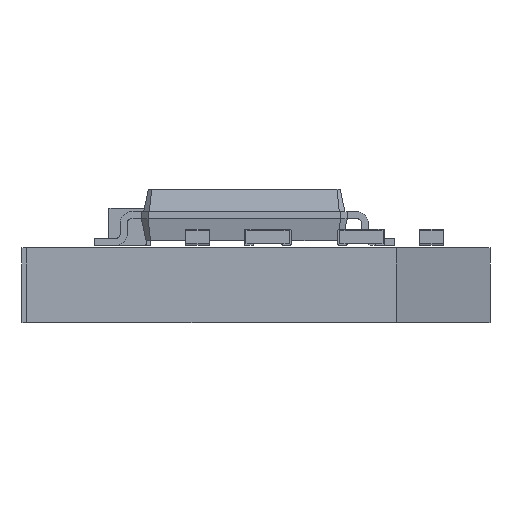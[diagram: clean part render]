
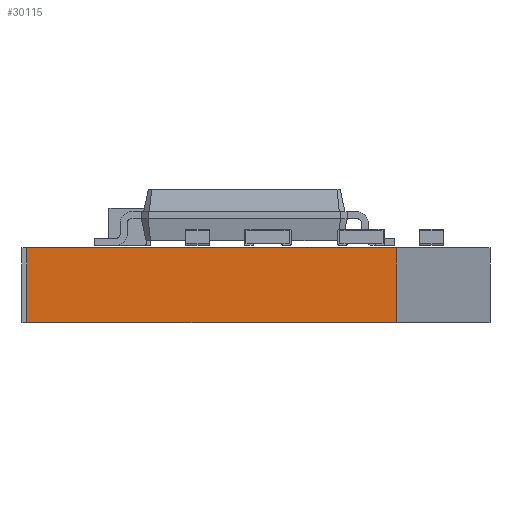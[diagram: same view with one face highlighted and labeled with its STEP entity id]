
A CAD part, front view. The second image highlights one B-rep face of the part: STEP entity #30115.
In plain terms, the highlighted planar face has unit normal (0, -1, 0).
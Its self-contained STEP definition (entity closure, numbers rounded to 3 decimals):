
#29974 = PLANE('',#29975);
#29975 = AXIS2_PLACEMENT_3D('',#29976,#29977,#29978);
#29976 = CARTESIAN_POINT('',(-0.171,0.156,1.6));
#29977 = DIRECTION('',(0.,0.,-1.));
#29978 = DIRECTION('',(-1.,0.,0.));
#30002 = PLANE('',#30003);
#30003 = AXIS2_PLACEMENT_3D('',#30004,#30005,#30006);
#30004 = CARTESIAN_POINT('',(5.,-2.,0.));
#30005 = DIRECTION('',(0.894,-0.447,0.));
#30006 = DIRECTION('',(-0.447,-0.894,0.));
#30028 = PLANE('',#30029);
#30029 = AXIS2_PLACEMENT_3D('',#30030,#30031,#30032);
#30030 = CARTESIAN_POINT('',(-0.171,0.156,0.));
#30031 = DIRECTION('',(0.,0.,-1.));
#30032 = DIRECTION('',(-1.,0.,0.));
#30045 = VERTEX_POINT('',#30046);
#30046 = CARTESIAN_POINT('',(3.,-6.,1.6));
#30067 = EDGE_CURVE('',#30068,#30045,#30070,.T.);
#30068 = VERTEX_POINT('',#30069);
#30069 = CARTESIAN_POINT('',(3.,-6.,0.));
#30070 = SURFACE_CURVE('',#30071,(#30075,#30082),.PCURVE_S1.);
#30071 = LINE('',#30072,#30073);
#30072 = CARTESIAN_POINT('',(3.,-6.,0.));
#30073 = VECTOR('',#30074,1.);
#30074 = DIRECTION('',(0.,0.,1.));
#30075 = PCURVE('',#30002,#30076);
#30076 = DEFINITIONAL_REPRESENTATION('',(#30077),#30081);
#30077 = LINE('',#30078,#30079);
#30078 = CARTESIAN_POINT('',(4.472,0.));
#30079 = VECTOR('',#30080,1.);
#30080 = DIRECTION('',(0.,-1.));
#30081 = ( GEOMETRIC_REPRESENTATION_CONTEXT(2) 
PARAMETRIC_REPRESENTATION_CONTEXT() REPRESENTATION_CONTEXT('2D SPACE',''
  ) );
#30082 = PCURVE('',#30083,#30088);
#30083 = PLANE('',#30084);
#30084 = AXIS2_PLACEMENT_3D('',#30085,#30086,#30087);
#30085 = CARTESIAN_POINT('',(3.,-6.,0.));
#30086 = DIRECTION('',(0.,-1.,0.));
#30087 = DIRECTION('',(-1.,0.,0.));
#30088 = DEFINITIONAL_REPRESENTATION('',(#30089),#30093);
#30089 = LINE('',#30090,#30091);
#30090 = CARTESIAN_POINT('',(0.,0.));
#30091 = VECTOR('',#30092,1.);
#30092 = DIRECTION('',(0.,-1.));
#30093 = ( GEOMETRIC_REPRESENTATION_CONTEXT(2) 
PARAMETRIC_REPRESENTATION_CONTEXT() REPRESENTATION_CONTEXT('2D SPACE',''
  ) );
#30115 = ADVANCED_FACE('',(#30116),#30083,.T.);
#30116 = FACE_BOUND('',#30117,.T.);
#30117 = EDGE_LOOP('',(#30118,#30119,#30142,#30170));
#30118 = ORIENTED_EDGE('',*,*,#30067,.T.);
#30119 = ORIENTED_EDGE('',*,*,#30120,.T.);
#30120 = EDGE_CURVE('',#30045,#30121,#30123,.T.);
#30121 = VERTEX_POINT('',#30122);
#30122 = CARTESIAN_POINT('',(-4.9,-6.,1.6));
#30123 = SURFACE_CURVE('',#30124,(#30128,#30135),.PCURVE_S1.);
#30124 = LINE('',#30125,#30126);
#30125 = CARTESIAN_POINT('',(3.,-6.,1.6));
#30126 = VECTOR('',#30127,1.);
#30127 = DIRECTION('',(-1.,0.,0.));
#30128 = PCURVE('',#30083,#30129);
#30129 = DEFINITIONAL_REPRESENTATION('',(#30130),#30134);
#30130 = LINE('',#30131,#30132);
#30131 = CARTESIAN_POINT('',(0.,-1.6));
#30132 = VECTOR('',#30133,1.);
#30133 = DIRECTION('',(1.,0.));
#30134 = ( GEOMETRIC_REPRESENTATION_CONTEXT(2) 
PARAMETRIC_REPRESENTATION_CONTEXT() REPRESENTATION_CONTEXT('2D SPACE',''
  ) );
#30135 = PCURVE('',#29974,#30136);
#30136 = DEFINITIONAL_REPRESENTATION('',(#30137),#30141);
#30137 = LINE('',#30138,#30139);
#30138 = CARTESIAN_POINT('',(-3.171,-6.156));
#30139 = VECTOR('',#30140,1.);
#30140 = DIRECTION('',(1.,0.));
#30141 = ( GEOMETRIC_REPRESENTATION_CONTEXT(2) 
PARAMETRIC_REPRESENTATION_CONTEXT() REPRESENTATION_CONTEXT('2D SPACE',''
  ) );
#30142 = ORIENTED_EDGE('',*,*,#30143,.F.);
#30143 = EDGE_CURVE('',#30144,#30121,#30146,.T.);
#30144 = VERTEX_POINT('',#30145);
#30145 = CARTESIAN_POINT('',(-4.9,-6.,0.));
#30146 = SURFACE_CURVE('',#30147,(#30151,#30158),.PCURVE_S1.);
#30147 = LINE('',#30148,#30149);
#30148 = CARTESIAN_POINT('',(-4.9,-6.,0.));
#30149 = VECTOR('',#30150,1.);
#30150 = DIRECTION('',(0.,0.,1.));
#30151 = PCURVE('',#30083,#30152);
#30152 = DEFINITIONAL_REPRESENTATION('',(#30153),#30157);
#30153 = LINE('',#30154,#30155);
#30154 = CARTESIAN_POINT('',(7.9,0.));
#30155 = VECTOR('',#30156,1.);
#30156 = DIRECTION('',(0.,-1.));
#30157 = ( GEOMETRIC_REPRESENTATION_CONTEXT(2) 
PARAMETRIC_REPRESENTATION_CONTEXT() REPRESENTATION_CONTEXT('2D SPACE',''
  ) );
#30158 = PCURVE('',#30159,#30164);
#30159 = PLANE('',#30160);
#30160 = AXIS2_PLACEMENT_3D('',#30161,#30162,#30163);
#30161 = CARTESIAN_POINT('',(-4.9,-6.,0.));
#30162 = DIRECTION('',(0.,-1.,0.));
#30163 = DIRECTION('',(-1.,0.,0.));
#30164 = DEFINITIONAL_REPRESENTATION('',(#30165),#30169);
#30165 = LINE('',#30166,#30167);
#30166 = CARTESIAN_POINT('',(0.,0.));
#30167 = VECTOR('',#30168,1.);
#30168 = DIRECTION('',(0.,-1.));
#30169 = ( GEOMETRIC_REPRESENTATION_CONTEXT(2) 
PARAMETRIC_REPRESENTATION_CONTEXT() REPRESENTATION_CONTEXT('2D SPACE',''
  ) );
#30170 = ORIENTED_EDGE('',*,*,#30171,.F.);
#30171 = EDGE_CURVE('',#30068,#30144,#30172,.T.);
#30172 = SURFACE_CURVE('',#30173,(#30177,#30184),.PCURVE_S1.);
#30173 = LINE('',#30174,#30175);
#30174 = CARTESIAN_POINT('',(3.,-6.,0.));
#30175 = VECTOR('',#30176,1.);
#30176 = DIRECTION('',(-1.,0.,0.));
#30177 = PCURVE('',#30083,#30178);
#30178 = DEFINITIONAL_REPRESENTATION('',(#30179),#30183);
#30179 = LINE('',#30180,#30181);
#30180 = CARTESIAN_POINT('',(0.,0.));
#30181 = VECTOR('',#30182,1.);
#30182 = DIRECTION('',(1.,0.));
#30183 = ( GEOMETRIC_REPRESENTATION_CONTEXT(2) 
PARAMETRIC_REPRESENTATION_CONTEXT() REPRESENTATION_CONTEXT('2D SPACE',''
  ) );
#30184 = PCURVE('',#30028,#30185);
#30185 = DEFINITIONAL_REPRESENTATION('',(#30186),#30190);
#30186 = LINE('',#30187,#30188);
#30187 = CARTESIAN_POINT('',(-3.171,-6.156));
#30188 = VECTOR('',#30189,1.);
#30189 = DIRECTION('',(1.,0.));
#30190 = ( GEOMETRIC_REPRESENTATION_CONTEXT(2) 
PARAMETRIC_REPRESENTATION_CONTEXT() REPRESENTATION_CONTEXT('2D SPACE',''
  ) );
